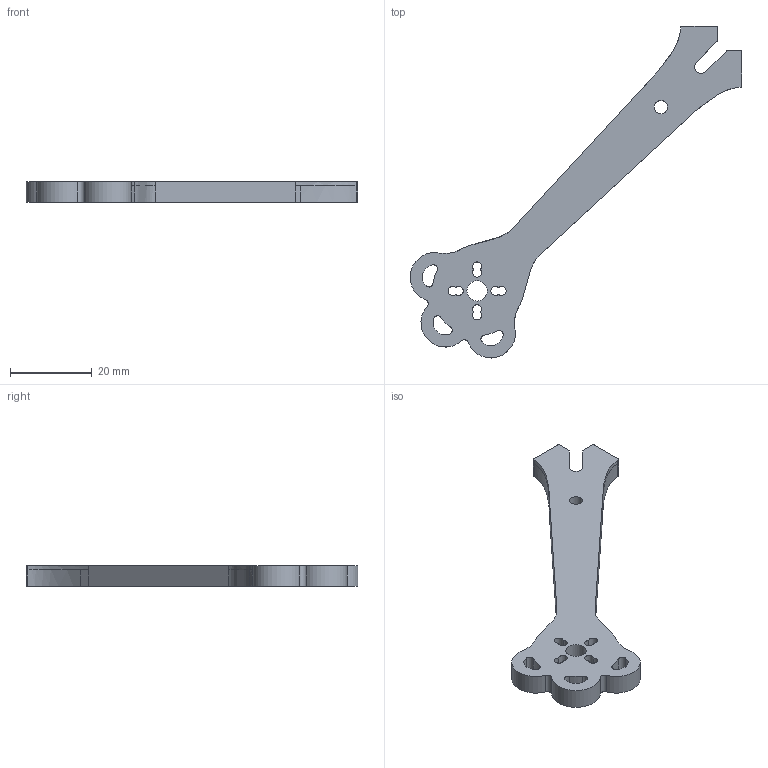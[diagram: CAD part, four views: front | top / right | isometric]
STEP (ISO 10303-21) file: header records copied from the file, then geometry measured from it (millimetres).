
FILE_DESCRIPTION(/* description */ (''),/* implementation_level */ '2;1');
FILE_NAME(/* name */ 'arm_FIXED.step',/* time_stamp */ '2025-07-24T17:00:24-07:00',/* author */ (''),/* organization */ (''),/* preprocessor_version */ 'ST-DEVELOPER v20.1',/* originating_system */ 'Autodesk Translation Framework v14.10.0.0',/* authorisation */ '');
FILE_SCHEMA (('AUTOMOTIVE_DESIGN { 1 0 10303 214 3 1 1 }'));
Length unit declared in the file: millimetre
Products named in the file (1): Arm
Bounding box: 81.46 x 81.46 x 5 mm (x, y, z)
Volume: 6960.3 mm3; surface area: 4721.2 mm2
Topology: 3 solids, 3 shells, 66 faces, 176 edges, 116 vertices
Faces by surface type: cylinder 32, bspline 18, plane 16
Full cylindrical faces by diameter (mm): 3.2 x1, 5 x1
Entity records: 2657 total; most frequent: CARTESIAN_POINT 1023, ORIENTED_EDGE 352, DIRECTION 302, EDGE_CURVE 176, VERTEX_POINT 116, AXIS2_PLACEMENT_3D 115, EDGE_LOOP 84, LINE 72
